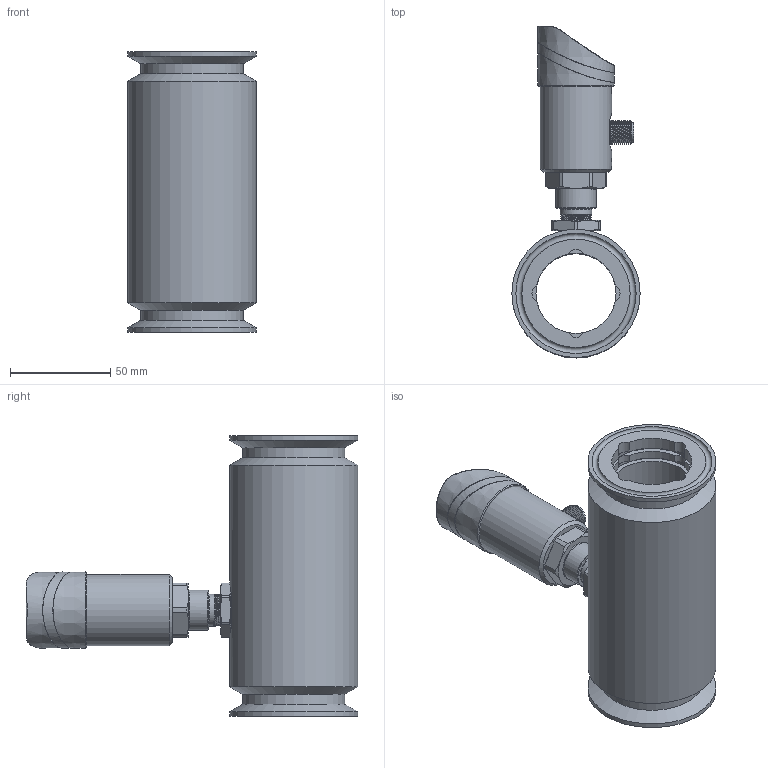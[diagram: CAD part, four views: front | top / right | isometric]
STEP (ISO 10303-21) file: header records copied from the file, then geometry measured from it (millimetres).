
FILE_DESCRIPTION(/* description */ (''),/* implementation_level */ '2;1');
FILE_NAME(/* name */ '_3D_FS510-040H-口径DN40-卫生卡箍连接.stp',/* time_stamp */ '2024-01-23T15:25:21+08:00',/* author */ (''),/* organization */ (''),/* preprocessor_version */ 'ST-DEVELOPER v16.7',/* originating_system */ 'SIEMENS PLM Software NX 12.0',/* authorisation */ '');
FILE_SCHEMA (('AUTOMOTIVE_DESIGN { 1 0 10303 214 3 1 1 1 }'));
Length unit declared in the file: millimetre
Products named in the file (1): Mayn31ECC568otxr
Bounding box: 64 x 165.5 x 140 mm (x, y, z)
Volume: 312275.9 mm3; surface area: 82090.2 mm2
Topology: 5 solids, 6 shells, 761 faces, 1971 edges, 1291 vertices
Faces by surface type: plane 273, cylinder 169, extrusion 141, cone 75, bspline 58, torus 34, sphere 11
Full cylindrical faces by diameter (mm): 1.689 x1, 2.7 x3, 12 x1, 15.9 x1, 16.5 x2, 20 x1, 23 x3, 26 x5, 35.5 x1, 37.001 x1, 40 x1, 45 x4, 51 x2, 64 x3
Entity records: 34750 total; most frequent: CARTESIAN_POINT 16288, ORIENTED_EDGE 3736, DIRECTION 2835, EDGE_CURVE 1868, VERTEX_POINT 1252, AXIS2_PLACEMENT_3D 1038, EDGE_LOOP 900, B_SPLINE_CURVE_WITH_KNOTS 895
